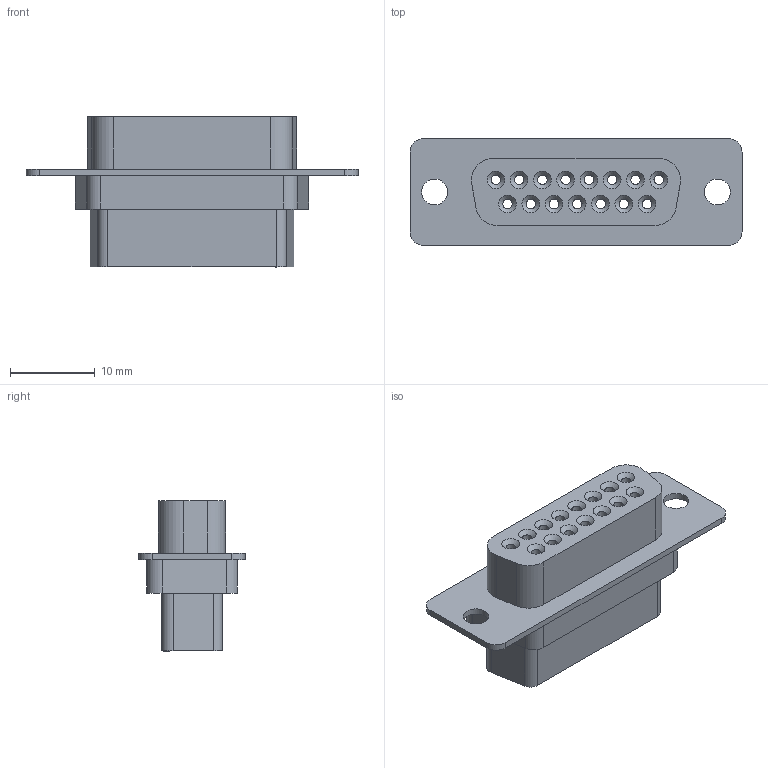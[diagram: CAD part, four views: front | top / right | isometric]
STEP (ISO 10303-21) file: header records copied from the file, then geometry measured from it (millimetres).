
FILE_DESCRIPTION(/* description */ ('Receptacle, Subminiature D Connector'),/* implementation_level */ '2;1');
FILE_NAME(/* name */ 'db15.stp',/* time_stamp */ '2021-12-06T14:51:50+03:00',/* author */ ('Ali'),/* organization */ (''),/* preprocessor_version */ 'ST-DEVELOPER v18.1',/* originating_system */ 'Autodesk Inventor 2021',/* authorisation */ '');
FILE_SCHEMA (('AUTOMOTIVE_DESIGN { 1 0 10303 214 3 1 1 }'));
Length unit declared in the file: inch
Products named in the file (1): D-Sub Female 15CKT Crimp
Bounding box: 39.14 x 12.55 x 17.7 mm (x, y, z)
Volume: 3000 mm3; surface area: 3536 mm2
Topology: 1 solids, 1 shells, 107 faces, 243 edges, 157 vertices
Faces by surface type: cylinder 48, plane 44, cone 15
Full cylindrical faces by diameter (mm): 1.118 x15, 2.21 x15, 3.048 x2
Entity records: 3273 total; most frequent: DIRECTION 570, CARTESIAN_POINT 508, ORIENTED_EDGE 486, EDGE_CURVE 243, AXIS2_PLACEMENT_3D 219, EDGE_LOOP 160, VERTEX_POINT 157, LINE 132
